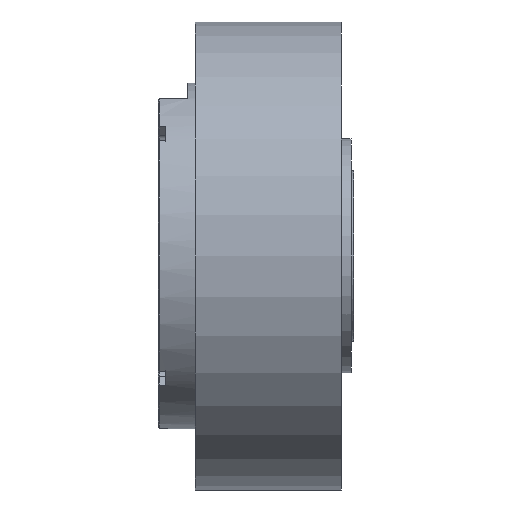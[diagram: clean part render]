
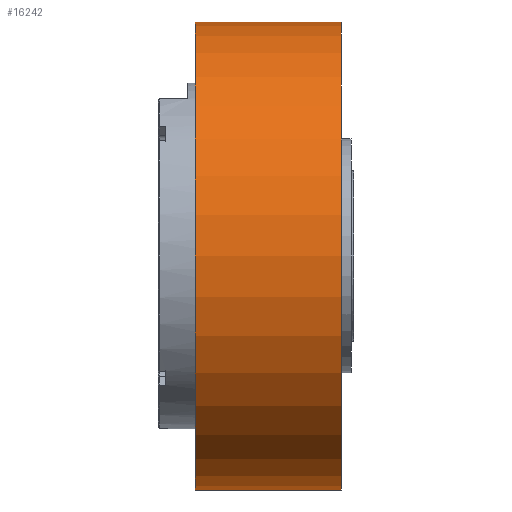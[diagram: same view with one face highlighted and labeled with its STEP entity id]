
A CAD part, left-side view. The second image highlights one B-rep face of the part: STEP entity #16242.
In plain terms, the highlighted cylindrical face has radius 48 mm (diameter 96 mm), a partial arc.
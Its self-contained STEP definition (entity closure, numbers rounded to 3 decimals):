
#730=CARTESIAN_POINT('',(0.,30.,0.));
#731=DIRECTION('',(0.,1.,0.));
#732=DIRECTION('',(0.,0.,-1.));
#733=AXIS2_PLACEMENT_3D('',#730,#731,#732);
#825=DIRECTION('',(0.,1.,0.));
#826=VECTOR('',#825,30.);
#827=CARTESIAN_POINT('',(0.,0.,-48.));
#828=LINE('',#827,#826);
#829=DIRECTION('',(0.,-1.,0.));
#830=VECTOR('',#829,30.);
#831=CARTESIAN_POINT('',(0.,30.,48.));
#832=LINE('',#831,#830);
#2615=CARTESIAN_POINT('',(0.,0.,0.));
#2616=DIRECTION('',(0.,-1.,0.));
#2617=DIRECTION('',(0.,0.,1.));
#2618=AXIS2_PLACEMENT_3D('',#2615,#2616,#2617);
#14185=CARTESIAN_POINT('',(0.,0.,-48.));
#14186=CARTESIAN_POINT('',(0.,0.,48.));
#14187=VERTEX_POINT('',#14185);
#14188=VERTEX_POINT('',#14186);
#15055=CARTESIAN_POINT('',(0.,30.,48.));
#15056=CARTESIAN_POINT('',(0.,30.,-48.));
#15057=VERTEX_POINT('',#15055);
#15058=VERTEX_POINT('',#15056);
#16230=CARTESIAN_POINT('',(0.,0.,0.));
#16231=DIRECTION('',(0.,-1.,0.));
#16232=DIRECTION('',(0.,0.,-1.));
#16233=AXIS2_PLACEMENT_3D('',#16230,#16231,#16232);
#16234=CYLINDRICAL_SURFACE('',#16233,48.);
#16235=ORIENTED_EDGE('',*,*,#16223,.T.);
#16236=ORIENTED_EDGE('',*,*,#16157,.T.);
#16237=ORIENTED_EDGE('',*,*,#16220,.T.);
#16239=ORIENTED_EDGE('',*,*,#16238,.T.);
#16240=EDGE_LOOP('',(#16235,#16236,#16237,#16239));
#16241=FACE_OUTER_BOUND('',#16240,.F.);
#16242=ADVANCED_FACE('',(#16241),#16234,.T.);
#734=CIRCLE('',#733,48.);
#2619=CIRCLE('',#2618,48.);
#16157=EDGE_CURVE('',#15058,#15057,#734,.T.);
#16220=EDGE_CURVE('',#15057,#14188,#832,.T.);
#16223=EDGE_CURVE('',#14187,#15058,#828,.T.);
#16238=EDGE_CURVE('',#14188,#14187,#2619,.T.);
